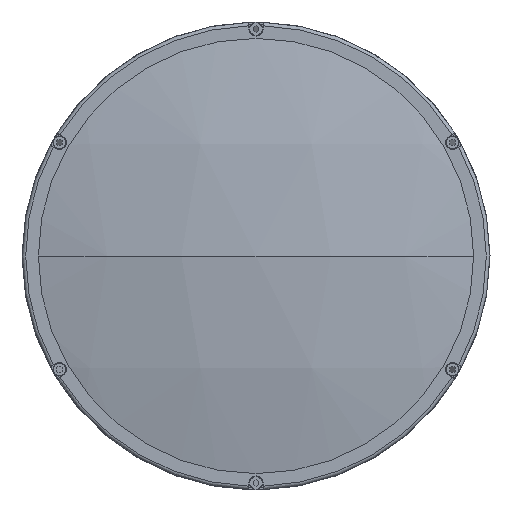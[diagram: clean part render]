
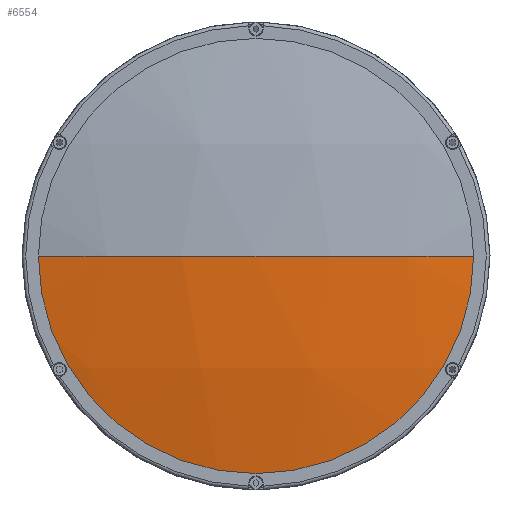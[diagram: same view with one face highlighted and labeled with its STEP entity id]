
A CAD part, left-side view. The second image highlights one B-rep face of the part: STEP entity #6554.
In plain terms, the highlighted spherical face has radius 434.72 mm.
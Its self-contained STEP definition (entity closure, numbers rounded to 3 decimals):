
#130 = EDGE_CURVE ( 'NONE', #9309, #8576, #261, .T. ) ;
#220 = DIRECTION ( 'NONE',  ( 0., -1., 0. ) ) ;
#232 = DIRECTION ( 'NONE',  ( 0., 0., 1. ) ) ;
#255 = CARTESIAN_POINT ( 'NONE',  ( 12.62, 0., 0. ) ) ;
#261 = CIRCLE ( 'NONE', #5169, 95. ) ;
#322 = CARTESIAN_POINT ( 'NONE',  ( -422.1, 0., 0. ) ) ;
#594 = EDGE_CURVE ( 'NONE', #8576, #1372, #1712, .T. ) ;
#1162 = ORIENTED_EDGE ( 'NONE', *, *, #130, .T. ) ;
#1372 = VERTEX_POINT ( 'NONE', #322 ) ;
#1712 = CIRCLE ( 'NONE', #2588, 434.72 ) ;
#2420 = CARTESIAN_POINT ( 'NONE',  ( -411.593, -95., 0. ) ) ;
#2588 = AXIS2_PLACEMENT_3D ( 'NONE', #6219, #4197, #5002 ) ;
#3446 = ORIENTED_EDGE ( 'NONE', *, *, #5197, .F. ) ;
#4197 = DIRECTION ( 'NONE',  ( 0., 0., -1. ) ) ;
#4718 = ORIENTED_EDGE ( 'NONE', *, *, #594, .T. ) ;
#4822 = SPHERICAL_SURFACE ( 'NONE', #8677, 434.72 ) ;
#5002 = DIRECTION ( 'NONE',  ( 0., 1., 0. ) ) ;
#5169 = AXIS2_PLACEMENT_3D ( 'NONE', #7870, #9825, #7849 ) ;
#5197 = EDGE_CURVE ( 'NONE', #9309, #1372, #8303, .T. ) ;
#5737 = FACE_OUTER_BOUND ( 'NONE', #7918, .T. ) ;
#6165 = CARTESIAN_POINT ( 'NONE',  ( -411.593, 95., 0. ) ) ;
#6169 = AXIS2_PLACEMENT_3D ( 'NONE', #255, #232, #220 ) ;
#6219 = CARTESIAN_POINT ( 'NONE',  ( 12.62, 0., 0. ) ) ;
#6554 = ADVANCED_FACE ( 'NONE', ( #5737 ), #4822, .T. ) ;
#7849 = DIRECTION ( 'NONE',  ( 0., 0., 1. ) ) ;
#7870 = CARTESIAN_POINT ( 'NONE',  ( -411.593, 0., 0. ) ) ;
#7918 = EDGE_LOOP ( 'NONE', ( #1162, #4718, #3446 ) ) ;
#8274 = DIRECTION ( 'NONE',  ( 0., 1., 0. ) ) ;
#8276 = DIRECTION ( 'NONE',  ( 0., 0., -1. ) ) ;
#8303 = CIRCLE ( 'NONE', #6169, 434.72 ) ;
#8367 = CARTESIAN_POINT ( 'NONE',  ( 12.62, 0., 0. ) ) ;
#8576 = VERTEX_POINT ( 'NONE', #2420 ) ;
#8677 = AXIS2_PLACEMENT_3D ( 'NONE', #8367, #8276, #8274 ) ;
#9309 = VERTEX_POINT ( 'NONE', #6165 ) ;
#9825 = DIRECTION ( 'NONE',  ( -1., 0., 0. ) ) ;
